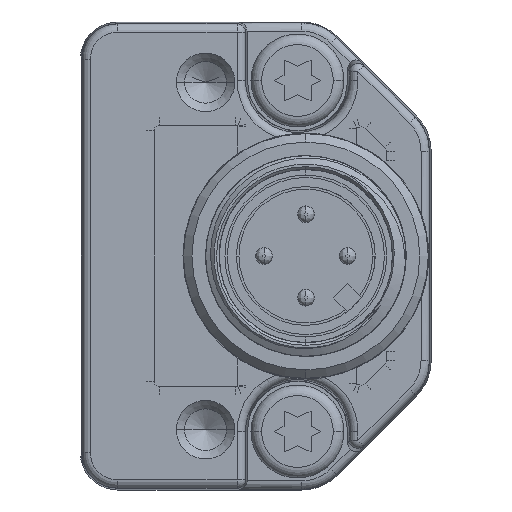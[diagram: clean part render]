
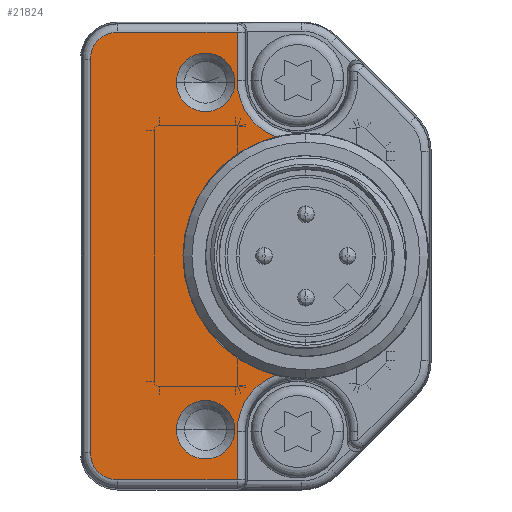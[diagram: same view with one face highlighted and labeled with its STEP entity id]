
A CAD part, left-side view. The second image highlights one B-rep face of the part: STEP entity #21824.
In plain terms, the highlighted planar face has unit normal (-1, 0, 0).
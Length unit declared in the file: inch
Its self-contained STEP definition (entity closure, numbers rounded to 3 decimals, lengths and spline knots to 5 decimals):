
#5686=CARTESIAN_POINT('',(-0.49213,0.31496,
-0.41339));
#5687=DIRECTION('',(1.,0.,0.));
#5688=DIRECTION('',(0.,1.,0.));
#5689=AXIS2_PLACEMENT_3D('',#5686,#5687,#5688);
#5691=DIRECTION('',(0.,0.,1.));
#5692=VECTOR('',#5691,0.11399);
#5693=CARTESIAN_POINT('',(-0.49213,0.45723,
-0.52737));
#5694=LINE('',#5693,#5692);
#5695=DIRECTION('',(0.,-1.,0.));
#5696=VECTOR('',#5695,0.28096);
#5697=CARTESIAN_POINT('',(-0.49213,0.73819,
-0.52737));
#5698=LINE('',#5697,#5696);
#5699=CARTESIAN_POINT('',(-0.49213,0.73819,
-0.4626));
#5700=DIRECTION('',(-1.,0.,0.));
#5701=DIRECTION('',(0.,1.,0.));
#5702=AXIS2_PLACEMENT_3D('',#5699,#5700,#5701);
#5704=DIRECTION('',(0.,0.,-1.));
#5705=VECTOR('',#5704,0.9252);
#5706=CARTESIAN_POINT('',(-0.49213,0.80296,
0.4626));
#5707=LINE('',#5706,#5705);
#5708=CARTESIAN_POINT('',(-0.49213,0.73819,
0.4626));
#5709=DIRECTION('',(-1.,0.,0.));
#5710=DIRECTION('',(0.,0.,1.));
#5711=AXIS2_PLACEMENT_3D('',#5708,#5709,#5710);
#5713=DIRECTION('',(0.,1.,0.));
#5714=VECTOR('',#5713,0.28096);
#5715=CARTESIAN_POINT('',(-0.49213,0.45723,
0.52737));
#5716=LINE('',#5715,#5714);
#5717=DIRECTION('',(0.,0.,1.));
#5718=VECTOR('',#5717,0.11399);
#5719=CARTESIAN_POINT('',(-0.49213,0.45723,
0.41339));
#5720=LINE('',#5719,#5718);
#5721=CARTESIAN_POINT('',(-0.49213,0.31496,
0.41339));
#5722=DIRECTION('',(1.,0.,0.));
#5723=DIRECTION('',(0.,0.359,-0.933));
#5724=AXIS2_PLACEMENT_3D('',#5721,#5722,#5723);
#5726=CARTESIAN_POINT('',(-0.49213,0.29528,0.));
#5727=DIRECTION('',(-1.,0.,0.));
#5728=DIRECTION('',(0.,0.244,0.97));
#5729=AXIS2_PLACEMENT_3D('',#5726,#5727,#5728);
#5731=CARTESIAN_POINT('',(-0.49213,0.5315,
-0.40915));
#5732=DIRECTION('',(1.,0.,0.));
#5733=DIRECTION('',(0.,1.,0.));
#5734=AXIS2_PLACEMENT_3D('',#5731,#5732,#5733);
#5736=CARTESIAN_POINT('',(-0.49213,0.5315,
-0.40915));
#5737=DIRECTION('',(1.,0.,0.));
#5738=DIRECTION('',(0.,-1.,0.));
#5739=AXIS2_PLACEMENT_3D('',#5736,#5737,#5738);
#5741=CARTESIAN_POINT('',(-0.49213,0.5315,
0.40915));
#5742=DIRECTION('',(1.,0.,0.));
#5743=DIRECTION('',(0.,1.,0.));
#5744=AXIS2_PLACEMENT_3D('',#5741,#5742,#5743);
#5746=CARTESIAN_POINT('',(-0.49213,0.5315,
0.40915));
#5747=DIRECTION('',(1.,0.,0.));
#5748=DIRECTION('',(0.,-1.,0.));
#5749=AXIS2_PLACEMENT_3D('',#5746,#5747,#5748);
#11864=CARTESIAN_POINT('',(-0.49213,0.80296,
-0.4626));
#11865=CARTESIAN_POINT('',(-0.49213,0.73819,
-0.52737));
#11866=VERTEX_POINT('',#11864);
#11867=VERTEX_POINT('',#11865);
#11872=CARTESIAN_POINT('',(-0.49213,0.80296,
0.4626));
#11873=VERTEX_POINT('',#11872);
#11876=CARTESIAN_POINT('',(-0.49213,0.73819,
0.52737));
#11877=VERTEX_POINT('',#11876);
#11900=CARTESIAN_POINT('',(-0.49213,0.60039,
-0.40915));
#11901=CARTESIAN_POINT('',(-0.49213,0.4626,
-0.40915));
#11902=VERTEX_POINT('',#11900);
#11903=VERTEX_POINT('',#11901);
#11908=CARTESIAN_POINT('',(-0.49213,0.60039,
0.40915));
#11909=CARTESIAN_POINT('',(-0.49213,0.4626,
0.40915));
#11910=VERTEX_POINT('',#11908);
#11911=VERTEX_POINT('',#11909);
#11944=CARTESIAN_POINT('',(-0.49213,0.45723,
-0.41339));
#11945=CARTESIAN_POINT('',(-0.49213,0.366,
-0.28059));
#11946=VERTEX_POINT('',#11944);
#11947=VERTEX_POINT('',#11945);
#11948=CARTESIAN_POINT('',(-0.49213,0.45723,
-0.52737));
#11949=VERTEX_POINT('',#11948);
#11972=CARTESIAN_POINT('',(-0.49213,0.366,
0.28059));
#11973=CARTESIAN_POINT('',(-0.49213,0.45723,
0.41339));
#11974=VERTEX_POINT('',#11972);
#11975=VERTEX_POINT('',#11973);
#11976=CARTESIAN_POINT('',(-0.49213,0.45723,
0.52737));
#11977=VERTEX_POINT('',#11976);
#21787=CARTESIAN_POINT('',(-0.49213,0.,0.));
#21788=DIRECTION('',(-1.,0.,0.));
#21789=DIRECTION('',(0.,0.,1.));
#21790=AXIS2_PLACEMENT_3D('',#21787,#21788,#21789);
#21791=PLANE('',#21790);
#21793=ORIENTED_EDGE('',*,*,#21792,.F.);
#21794=ORIENTED_EDGE('',*,*,#21777,.F.);
#21795=ORIENTED_EDGE('',*,*,#21754,.F.);
#21797=ORIENTED_EDGE('',*,*,#21796,.F.);
#21799=ORIENTED_EDGE('',*,*,#21798,.F.);
#21801=ORIENTED_EDGE('',*,*,#21800,.F.);
#21803=ORIENTED_EDGE('',*,*,#21802,.F.);
#21805=ORIENTED_EDGE('',*,*,#21804,.F.);
#21807=ORIENTED_EDGE('',*,*,#21806,.F.);
#21809=ORIENTED_EDGE('',*,*,#21808,.T.);
#21810=EDGE_LOOP('',(#21793,#21794,#21795,#21797,#21799,#21801,#21803,#21805,
#21807,#21809));
#21811=FACE_OUTER_BOUND('',#21810,.F.);
#21813=ORIENTED_EDGE('',*,*,#21812,.F.);
#21815=ORIENTED_EDGE('',*,*,#21814,.F.);
#21816=EDGE_LOOP('',(#21813,#21815));
#21817=FACE_BOUND('',#21816,.F.);
#21819=ORIENTED_EDGE('',*,*,#21818,.F.);
#21821=ORIENTED_EDGE('',*,*,#21820,.F.);
#21822=EDGE_LOOP('',(#21819,#21821));
#21823=FACE_BOUND('',#21822,.F.);
#21824=ADVANCED_FACE('',(#21811,#21817,#21823),#21791,.T.);
#5690=CIRCLE('',#5689,0.14227);
#5703=CIRCLE('',#5702,0.06477);
#5712=CIRCLE('',#5711,0.06477);
#5725=CIRCLE('',#5724,0.14227);
#5730=CIRCLE('',#5729,0.28937);
#5735=CIRCLE('',#5734,0.0689);
#5740=CIRCLE('',#5739,0.0689);
#5745=CIRCLE('',#5744,0.0689);
#5750=CIRCLE('',#5749,0.0689);
#21754=EDGE_CURVE('',#11867,#11949,#5698,.T.);
#21777=EDGE_CURVE('',#11949,#11946,#5694,.T.);
#21792=EDGE_CURVE('',#11946,#11947,#5690,.T.);
#21796=EDGE_CURVE('',#11866,#11867,#5703,.T.);
#21798=EDGE_CURVE('',#11873,#11866,#5707,.T.);
#21800=EDGE_CURVE('',#11877,#11873,#5712,.T.);
#21802=EDGE_CURVE('',#11977,#11877,#5716,.T.);
#21804=EDGE_CURVE('',#11975,#11977,#5720,.T.);
#21806=EDGE_CURVE('',#11974,#11975,#5725,.T.);
#21808=EDGE_CURVE('',#11974,#11947,#5730,.T.);
#21812=EDGE_CURVE('',#11902,#11903,#5735,.T.);
#21814=EDGE_CURVE('',#11903,#11902,#5740,.T.);
#21818=EDGE_CURVE('',#11910,#11911,#5745,.T.);
#21820=EDGE_CURVE('',#11911,#11910,#5750,.T.);
